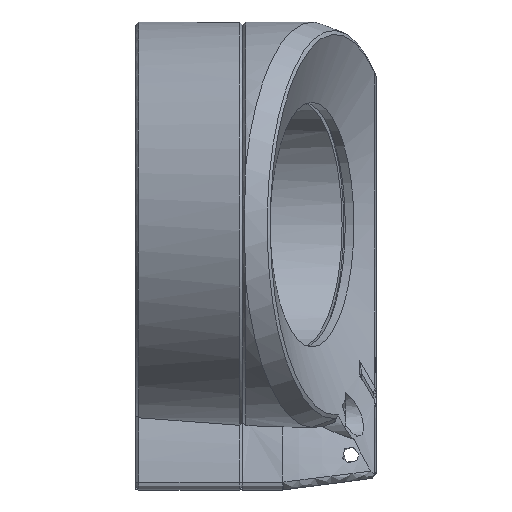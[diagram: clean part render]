
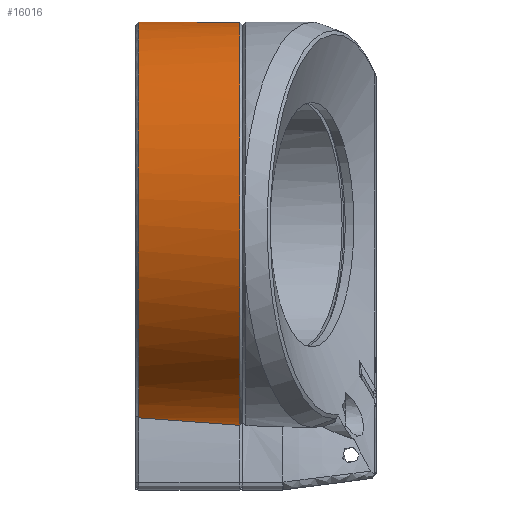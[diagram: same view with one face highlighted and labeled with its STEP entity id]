
A CAD part, front view. The second image highlights one B-rep face of the part: STEP entity #16016.
In plain terms, the highlighted cylindrical face has radius 26.5 mm (diameter 53 mm), a partial arc.
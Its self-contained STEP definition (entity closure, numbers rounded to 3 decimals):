
#243=CYLINDRICAL_SURFACE('',#16959,26.5);
#1472=B_SPLINE_CURVE_WITH_KNOTS('',3,(#33909,#33910,#33911,#33912,#33913,
#33914,#33915,#33916,#33917,#33918),.UNSPECIFIED.,.F.,.F.,(4,1,1,1,1,1,
1,4),(-1.259,-0.823,-0.374,0.075,
0.524,0.973,1.421,1.87),
 .UNSPECIFIED.);
#1474=B_SPLINE_CURVE_WITH_KNOTS('',3,(#33928,#33929,#33930,#33931),
 .UNSPECIFIED.,.F.,.F.,(4,4),(-1.259,-1.259),
 .UNSPECIFIED.);
#1475=B_SPLINE_CURVE_WITH_KNOTS('',3,(#33937,#33938,#33939,#33940),
 .UNSPECIFIED.,.F.,.F.,(4,4),(4.197,4.198),
 .UNSPECIFIED.);
#1486=B_SPLINE_CURVE_WITH_KNOTS('',3,(#34042,#34043,#34044,#34045,#34046,
#34047),.UNSPECIFIED.,.F.,.F.,(4,2,4),(1.,1.619,
2.21),.UNSPECIFIED.);
#1487=B_SPLINE_CURVE_WITH_KNOTS('',3,(#34049,#34050,#34051,#34052),
 .UNSPECIFIED.,.F.,.F.,(4,4),(6.868,6.868),
 .UNSPECIFIED.);
#1488=B_SPLINE_CURVE_WITH_KNOTS('',3,(#34054,#34055,#34056,#34057),
 .UNSPECIFIED.,.F.,.F.,(4,4),(1.438,1.438),
 .UNSPECIFIED.);
#1489=B_SPLINE_CURVE_WITH_KNOTS('',3,(#34059,#34060,#34061,#34062,#34063,
#34064,#34065,#34066,#34067,#34068),.UNSPECIFIED.,.F.,.F.,(4,1,1,1,1,1,
1,4),(-1.875,-1.4,-0.924,-0.449,
0.026,0.502,0.977,1.438),
 .UNSPECIFIED.);
#1490=B_SPLINE_CURVE_WITH_KNOTS('',3,(#34069,#34070,#34071,#34072),
 .UNSPECIFIED.,.F.,.F.,(4,4),(-1.275,-1.266),
 .UNSPECIFIED.);
#2276=FACE_OUTER_BOUND('',#3164,.T.);
#3164=EDGE_LOOP('',(#14157,#14158,#14159,#14160,#14161,#14162,#14163,#14164,
#14165));
#4453=LINE('',#34030,#5802);
#5802=VECTOR('',#19818,10.);
#7390=VERTEX_POINT('',#33907);
#7391=VERTEX_POINT('',#33908);
#7392=VERTEX_POINT('',#33920);
#7394=VERTEX_POINT('',#33935);
#7407=VERTEX_POINT('',#34029);
#7409=VERTEX_POINT('',#34041);
#7410=VERTEX_POINT('',#34048);
#7411=VERTEX_POINT('',#34053);
#7412=VERTEX_POINT('',#34058);
#9675=EDGE_CURVE('',#7390,#7391,#1472,.T.);
#9678=EDGE_CURVE('',#7392,#7390,#1474,.T.);
#9681=EDGE_CURVE('',#7394,#7392,#1475,.T.);
#9702=EDGE_CURVE('',#7391,#7407,#4453,.T.);
#9705=EDGE_CURVE('',#7394,#7409,#1486,.T.);
#9706=EDGE_CURVE('',#7410,#7409,#1487,.T.);
#9707=EDGE_CURVE('',#7411,#7410,#1488,.T.);
#9708=EDGE_CURVE('',#7412,#7411,#1489,.T.);
#9709=EDGE_CURVE('',#7407,#7412,#1490,.T.);
#14157=ORIENTED_EDGE('',*,*,#9675,.F.);
#14158=ORIENTED_EDGE('',*,*,#9678,.F.);
#14159=ORIENTED_EDGE('',*,*,#9681,.F.);
#14160=ORIENTED_EDGE('',*,*,#9705,.T.);
#14161=ORIENTED_EDGE('',*,*,#9706,.F.);
#14162=ORIENTED_EDGE('',*,*,#9707,.F.);
#14163=ORIENTED_EDGE('',*,*,#9708,.F.);
#14164=ORIENTED_EDGE('',*,*,#9709,.F.);
#14165=ORIENTED_EDGE('',*,*,#9702,.F.);
#16016=ADVANCED_FACE('',(#2276),#243,.T.);
#16959=AXIS2_PLACEMENT_3D('',#34040,#19819,#19820);
#19818=DIRECTION('',(0.94,-0.342,0.));
#19819=DIRECTION('center_axis',(0.94,-0.342,0.));
#19820=DIRECTION('ref_axis',(-0.342,-0.94,0.));
#33907=CARTESIAN_POINT('',(48.598,-26.686,68.999));
#33908=CARTESIAN_POINT('',(48.598,-9.711,119.541));
#33909=CARTESIAN_POINT('Ctrl Pts',(48.598,-26.686,68.999));
#33910=CARTESIAN_POINT('Ctrl Pts',(48.596,-30.599,70.166));
#33911=CARTESIAN_POINT('Ctrl Pts',(48.589,-37.985,74.188));
#33912=CARTESIAN_POINT('Ctrl Pts',(48.578,-45.296,84.192));
#33913=CARTESIAN_POINT('Ctrl Pts',(48.574,-47.244,96.324));
#33914=CARTESIAN_POINT('Ctrl Pts',(48.581,-43.381,108.039));
#33915=CARTESIAN_POINT('Ctrl Pts',(48.593,-34.48,116.98));
#33916=CARTESIAN_POINT('Ctrl Pts',(48.601,-22.352,121.38));
#33917=CARTESIAN_POINT('Ctrl Pts',(48.6,-13.731,120.728));
#33918=CARTESIAN_POINT('Ctrl Pts',(48.598,-9.711,119.541));
#33920=CARTESIAN_POINT('',(48.598,-26.684,68.998));
#33928=CARTESIAN_POINT('Ctrl Pts',(48.598,-26.684,68.998));
#33929=CARTESIAN_POINT('Ctrl Pts',(48.598,-26.685,68.998));
#33930=CARTESIAN_POINT('Ctrl Pts',(48.598,-26.686,68.998));
#33931=CARTESIAN_POINT('Ctrl Pts',(48.598,-26.686,68.999));
#33935=CARTESIAN_POINT('',(48.6,-26.687,68.998));
#33937=CARTESIAN_POINT('Ctrl Pts',(48.6,-26.687,68.998));
#33938=CARTESIAN_POINT('Ctrl Pts',(48.599,-26.686,68.998));
#33939=CARTESIAN_POINT('Ctrl Pts',(48.599,-26.685,68.998));
#33940=CARTESIAN_POINT('Ctrl Pts',(48.598,-26.684,68.998));
#34029=CARTESIAN_POINT('',(61.802,-14.517,119.541));
#34030=CARTESIAN_POINT('',(59.899,-13.824,119.541));
#34040=CARTESIAN_POINT('Origin',(57.183,-21.287,94.259));
#34041=CARTESIAN_POINT('',(61.8,-26.852,68.012));
#34042=CARTESIAN_POINT('Ctrl Pts',(48.6,-26.687,68.998));
#34043=CARTESIAN_POINT('Ctrl Pts',(50.825,-26.727,68.769));
#34044=CARTESIAN_POINT('Ctrl Pts',(53.083,-26.761,68.569));
#34045=CARTESIAN_POINT('Ctrl Pts',(57.502,-26.816,68.241));
#34046=CARTESIAN_POINT('Ctrl Pts',(59.663,-26.837,68.111));
#34047=CARTESIAN_POINT('Ctrl Pts',(61.8,-26.852,68.012));
#34048=CARTESIAN_POINT('',(61.8,-26.852,68.012));
#34049=CARTESIAN_POINT('Ctrl Pts',(61.8,-26.852,68.012));
#34050=CARTESIAN_POINT('Ctrl Pts',(61.8,-26.852,68.012));
#34051=CARTESIAN_POINT('Ctrl Pts',(61.8,-26.852,68.012));
#34052=CARTESIAN_POINT('Ctrl Pts',(61.8,-26.852,68.012));
#34053=CARTESIAN_POINT('',(61.8,-26.852,68.012));
#34054=CARTESIAN_POINT('Ctrl Pts',(61.8,-26.852,68.012));
#34055=CARTESIAN_POINT('Ctrl Pts',(61.8,-26.852,68.012));
#34056=CARTESIAN_POINT('Ctrl Pts',(61.8,-26.852,68.012));
#34057=CARTESIAN_POINT('Ctrl Pts',(61.8,-26.852,68.012));
#34058=CARTESIAN_POINT('',(61.802,-14.65,119.58));
#34059=CARTESIAN_POINT('Ctrl Pts',(61.802,-14.65,119.58));
#34060=CARTESIAN_POINT('Ctrl Pts',(61.8,-18.925,120.82));
#34061=CARTESIAN_POINT('Ctrl Pts',(61.799,-28.102,121.347));
#34062=CARTESIAN_POINT('Ctrl Pts',(61.808,-40.709,116.149));
#34063=CARTESIAN_POINT('Ctrl Pts',(61.821,-49.383,106.138));
#34064=CARTESIAN_POINT('Ctrl Pts',(61.826,-52.236,93.537));
#34065=CARTESIAN_POINT('Ctrl Pts',(61.819,-48.682,81.091));
#34066=CARTESIAN_POINT('Ctrl Pts',(61.807,-39.551,71.623));
#34067=CARTESIAN_POINT('Ctrl Pts',(61.801,-31.137,68.573));
#34068=CARTESIAN_POINT('Ctrl Pts',(61.8,-26.852,68.012));
#34069=CARTESIAN_POINT('Ctrl Pts',(61.802,-14.517,119.541));
#34070=CARTESIAN_POINT('Ctrl Pts',(61.802,-14.561,119.554));
#34071=CARTESIAN_POINT('Ctrl Pts',(61.802,-14.606,119.567));
#34072=CARTESIAN_POINT('Ctrl Pts',(61.802,-14.65,119.58));
